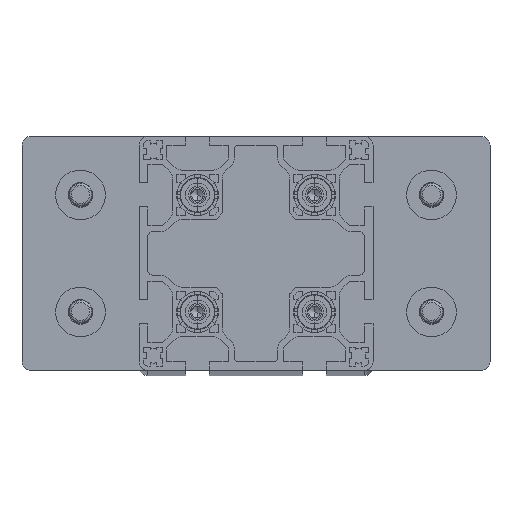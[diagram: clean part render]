
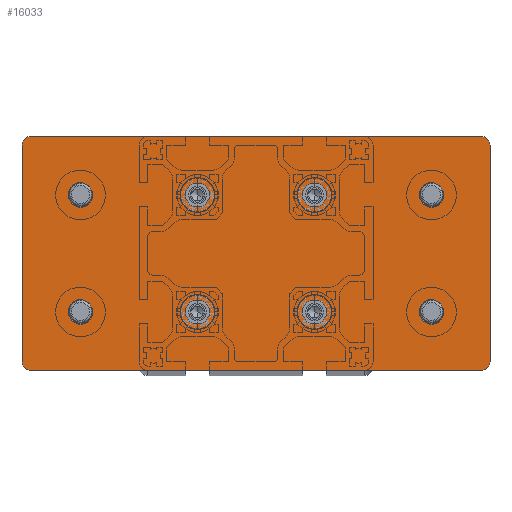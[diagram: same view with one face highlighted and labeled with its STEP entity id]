
A CAD part, top view. The second image highlights one B-rep face of the part: STEP entity #16033.
In plain terms, the highlighted face is planar.
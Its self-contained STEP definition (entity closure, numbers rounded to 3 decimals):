
#15359=CARTESIAN_POINT('',(-20.,55.9,0.));
#15360=VERTEX_POINT('',#15359);
#15369=CARTESIAN_POINT('',(-20.,60.,0.));
#15370=DIRECTION('',(0.,-0.,1.));
#15371=DIRECTION('',(0.,1.,0.));
#15372=AXIS2_PLACEMENT_3D('',#15369,#15370,#15371);
#15373=CIRCLE('',#15372,4.1);
#15374=EDGE_CURVE('',#15360,#15360,#15373,.T.);
#15401=CARTESIAN_POINT('',(-20.,15.9,0.));
#15402=VERTEX_POINT('',#15401);
#15411=CARTESIAN_POINT('',(-20.,20.,0.));
#15412=DIRECTION('',(0.,-0.,1.));
#15413=DIRECTION('',(0.,1.,0.));
#15414=AXIS2_PLACEMENT_3D('',#15411,#15412,#15413);
#15415=CIRCLE('',#15414,4.1);
#15416=EDGE_CURVE('',#15402,#15402,#15415,.T.);
#15443=CARTESIAN_POINT('',(20.,55.9,0.));
#15444=VERTEX_POINT('',#15443);
#15453=CARTESIAN_POINT('',(20.,60.,0.));
#15454=DIRECTION('',(0.,-0.,1.));
#15455=DIRECTION('',(0.,1.,0.));
#15456=AXIS2_PLACEMENT_3D('',#15453,#15454,#15455);
#15457=CIRCLE('',#15456,4.1);
#15458=EDGE_CURVE('',#15444,#15444,#15457,.T.);
#15485=CARTESIAN_POINT('',(20.,15.9,0.));
#15486=VERTEX_POINT('',#15485);
#15495=CARTESIAN_POINT('',(20.,20.,0.));
#15496=DIRECTION('',(0.,-0.,1.));
#15497=DIRECTION('',(0.,1.,0.));
#15498=AXIS2_PLACEMENT_3D('',#15495,#15496,#15497);
#15499=CIRCLE('',#15498,4.1);
#15500=EDGE_CURVE('',#15486,#15486,#15499,.T.);
#15527=CARTESIAN_POINT('',(-20.,-24.1,0.));
#15528=VERTEX_POINT('',#15527);
#15537=CARTESIAN_POINT('',(-20.,-20.,0.));
#15538=DIRECTION('',(0.,-0.,1.));
#15539=DIRECTION('',(0.,1.,0.));
#15540=AXIS2_PLACEMENT_3D('',#15537,#15538,#15539);
#15541=CIRCLE('',#15540,4.1);
#15542=EDGE_CURVE('',#15528,#15528,#15541,.T.);
#15569=CARTESIAN_POINT('',(20.,-24.1,0.));
#15570=VERTEX_POINT('',#15569);
#15579=CARTESIAN_POINT('',(20.,-20.,0.));
#15580=DIRECTION('',(0.,-0.,1.));
#15581=DIRECTION('',(0.,1.,0.));
#15582=AXIS2_PLACEMENT_3D('',#15579,#15580,#15581);
#15583=CIRCLE('',#15582,4.1);
#15584=EDGE_CURVE('',#15570,#15570,#15583,.T.);
#15611=CARTESIAN_POINT('',(-20.,-64.1,0.));
#15612=VERTEX_POINT('',#15611);
#15621=CARTESIAN_POINT('',(-20.,-60.,0.));
#15622=DIRECTION('',(0.,-0.,1.));
#15623=DIRECTION('',(0.,1.,0.));
#15624=AXIS2_PLACEMENT_3D('',#15621,#15622,#15623);
#15625=CIRCLE('',#15624,4.1);
#15626=EDGE_CURVE('',#15612,#15612,#15625,.T.);
#15653=CARTESIAN_POINT('',(20.,-64.1,0.));
#15654=VERTEX_POINT('',#15653);
#15663=CARTESIAN_POINT('',(20.,-60.,0.));
#15664=DIRECTION('',(0.,-0.,1.));
#15665=DIRECTION('',(0.,1.,0.));
#15666=AXIS2_PLACEMENT_3D('',#15663,#15664,#15665);
#15667=CIRCLE('',#15666,4.1);
#15668=EDGE_CURVE('',#15654,#15654,#15667,.T.);
#15706=CARTESIAN_POINT('',(37.,-80.,0.));
#15707=VERTEX_POINT('',#15706);
#15714=CARTESIAN_POINT('',(40.,-77.,0.));
#15715=VERTEX_POINT('',#15714);
#15716=CARTESIAN_POINT('',(37.,-77.,0.));
#15717=DIRECTION('',(0.,0.,1.));
#15718=DIRECTION('',(0.707,-0.707,0.));
#15719=AXIS2_PLACEMENT_3D('',#15716,#15717,#15718);
#15720=CIRCLE('',#15719,3.);
#15721=EDGE_CURVE('',#15707,#15715,#15720,.T.);
#15836=CARTESIAN_POINT('',(40.,77.,0.));
#15837=VERTEX_POINT('',#15836);
#15838=CARTESIAN_POINT('',(40.,-50.,0.));
#15839=DIRECTION('',(0.,1.,0.));
#15840=VECTOR('',#15839,1540.);
#15841=LINE('',#15838,#15840);
#15842=EDGE_CURVE('',#15715,#15837,#15841,.T.);
#15861=CARTESIAN_POINT('',(37.,80.,0.));
#15862=VERTEX_POINT('',#15861);
#15863=CARTESIAN_POINT('',(37.,77.,0.));
#15864=DIRECTION('',(0.,-0.,1.));
#15865=DIRECTION('',(0.707,0.707,0.));
#15866=AXIS2_PLACEMENT_3D('',#15863,#15864,#15865);
#15867=CIRCLE('',#15866,3.);
#15868=EDGE_CURVE('',#15837,#15862,#15867,.T.);
#15885=CARTESIAN_POINT('',(-40.,-77.,0.));
#15886=VERTEX_POINT('',#15885);
#15893=CARTESIAN_POINT('',(-37.,-80.,0.));
#15894=VERTEX_POINT('',#15893);
#15895=CARTESIAN_POINT('',(-37.,-77.,0.));
#15896=DIRECTION('',(0.,0.,1.));
#15897=DIRECTION('',(-0.707,-0.707,0.));
#15898=AXIS2_PLACEMENT_3D('',#15895,#15896,#15897);
#15899=CIRCLE('',#15898,3.);
#15900=EDGE_CURVE('',#15886,#15894,#15899,.T.);
#15918=CARTESIAN_POINT('',(-40.,77.,0.));
#15919=VERTEX_POINT('',#15918);
#15926=CARTESIAN_POINT('',(-40.,50.,0.));
#15927=DIRECTION('',(0.,-1.,0.));
#15928=VECTOR('',#15927,1540.);
#15929=LINE('',#15926,#15928);
#15930=EDGE_CURVE('',#15919,#15886,#15929,.T.);
#15941=CARTESIAN_POINT('',(-37.,80.,0.));
#15942=VERTEX_POINT('',#15941);
#15949=CARTESIAN_POINT('',(-37.,77.,0.));
#15950=DIRECTION('',(0.,0.,1.));
#15951=DIRECTION('',(-0.707,0.707,0.));
#15952=AXIS2_PLACEMENT_3D('',#15949,#15950,#15951);
#15953=CIRCLE('',#15952,3.);
#15954=EDGE_CURVE('',#15942,#15919,#15953,.T.);
#15966=CARTESIAN_POINT('',(10.,80.,0.));
#15967=DIRECTION('',(-1.,0.,0.));
#15968=VECTOR('',#15967,740.);
#15969=LINE('',#15966,#15968);
#15970=EDGE_CURVE('',#15862,#15942,#15969,.T.);
#15985=CARTESIAN_POINT('',(-10.,-80.,0.));
#15986=DIRECTION('',(1.,0.,-0.));
#15987=VECTOR('',#15986,740.);
#15988=LINE('',#15985,#15987);
#15989=EDGE_CURVE('',#15894,#15707,#15988,.T.);
#15994=CARTESIAN_POINT('',(-0.,0.,0.));
#15995=DIRECTION('',(0.,0.,1.));
#15996=DIRECTION('',(1.,0.,0.));
#15997=AXIS2_PLACEMENT_3D('',#15994,#15995,#15996);
#15998=PLANE('',#15997);
#15999=ORIENTED_EDGE('',*,*,#15374,.T.);
#16000=EDGE_LOOP('',(#15999));
#16001=FACE_BOUND('',#16000,.T.);
#16002=ORIENTED_EDGE('',*,*,#15416,.T.);
#16003=EDGE_LOOP('',(#16002));
#16004=FACE_BOUND('',#16003,.T.);
#16005=ORIENTED_EDGE('',*,*,#15458,.T.);
#16006=EDGE_LOOP('',(#16005));
#16007=FACE_BOUND('',#16006,.T.);
#16008=ORIENTED_EDGE('',*,*,#15500,.T.);
#16009=EDGE_LOOP('',(#16008));
#16010=FACE_BOUND('',#16009,.T.);
#16011=ORIENTED_EDGE('',*,*,#15542,.T.);
#16012=EDGE_LOOP('',(#16011));
#16013=FACE_BOUND('',#16012,.T.);
#16014=ORIENTED_EDGE('',*,*,#15584,.T.);
#16015=EDGE_LOOP('',(#16014));
#16016=FACE_BOUND('',#16015,.T.);
#16017=ORIENTED_EDGE('',*,*,#15626,.T.);
#16018=EDGE_LOOP('',(#16017));
#16019=FACE_BOUND('',#16018,.T.);
#16020=ORIENTED_EDGE('',*,*,#15668,.T.);
#16021=EDGE_LOOP('',(#16020));
#16022=FACE_BOUND('',#16021,.T.);
#16023=ORIENTED_EDGE('',*,*,#15721,.F.);
#16024=ORIENTED_EDGE('',*,*,#15989,.F.);
#16025=ORIENTED_EDGE('',*,*,#15900,.F.);
#16026=ORIENTED_EDGE('',*,*,#15930,.F.);
#16027=ORIENTED_EDGE('',*,*,#15954,.F.);
#16028=ORIENTED_EDGE('',*,*,#15970,.F.);
#16029=ORIENTED_EDGE('',*,*,#15868,.F.);
#16030=ORIENTED_EDGE('',*,*,#15842,.F.);
#16031=EDGE_LOOP('',(#16023,#16024,#16025,#16026,#16027,#16028,#16029,#16030));
#16032=FACE_BOUND('',#16031,.T.);
#16033=ADVANCED_FACE('',(#16001,#16004,#16007,#16010,#16013,#16016,#16019,#16022,#16032),#15998,.F.);
